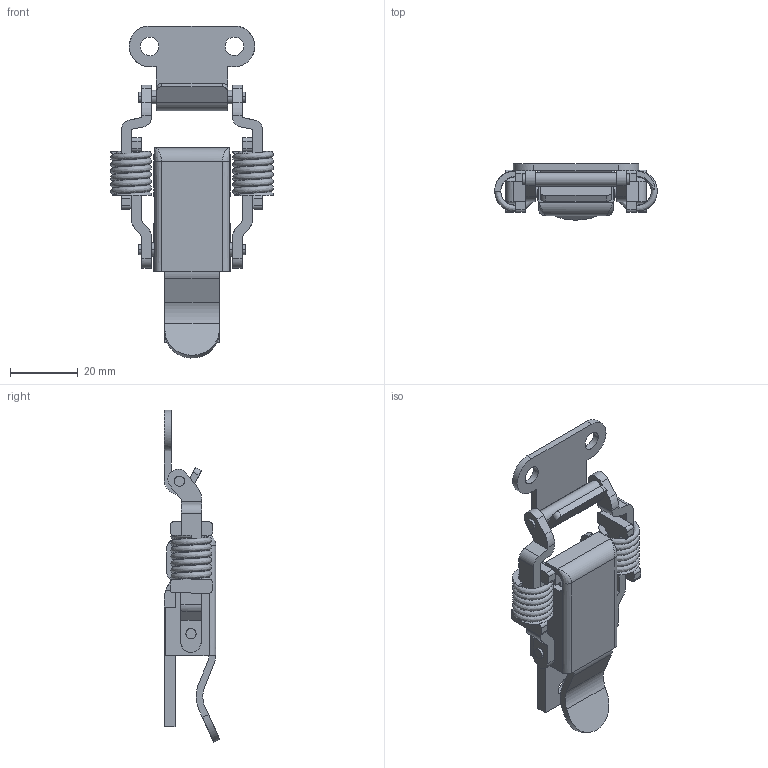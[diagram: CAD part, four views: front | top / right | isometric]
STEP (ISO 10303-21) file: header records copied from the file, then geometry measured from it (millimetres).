
FILE_DESCRIPTION((''),'2;1');
FILE_NAME('','2005-07-15T13:37:36',(''),(''),'','CADfix','');
FILE_SCHEMA(('AUTOMOTIVE_DESIGN'));
Length unit declared in the file: millimetre
Products named in the file (10): keeper; spring; shaft; arm_B_mr; lever; base; arm_C; arm_B; arm_A; TL_11_001_7244_36
Assembly tree (11 placements, depth 2):
  TL_11_001_7244_36
    keeper
    spring  x2
    shaft  x2
    arm_B_mr
    lever
    base
    arm_C
    arm_B
    arm_A
Bounding box: 48.01 x 16.39 x 97.99 mm (x, y, z)
Volume: 13465 mm3; surface area: 15861.8 mm2
Topology: 11 solids, 11 shells, 284 faces, 798 edges, 538 vertices
Faces by surface type: bspline 284
Entity records: 12027 total; most frequent: CARTESIAN_POINT 7543, ORIENTED_EDGE 1504, EDGE_CURVE 752, VERTEX_POINT 505, QUASI_UNIFORM_CURVE 418, EDGE_LOOP 291, FACE_OUTER_BOUND 267, ADVANCED_FACE 267
